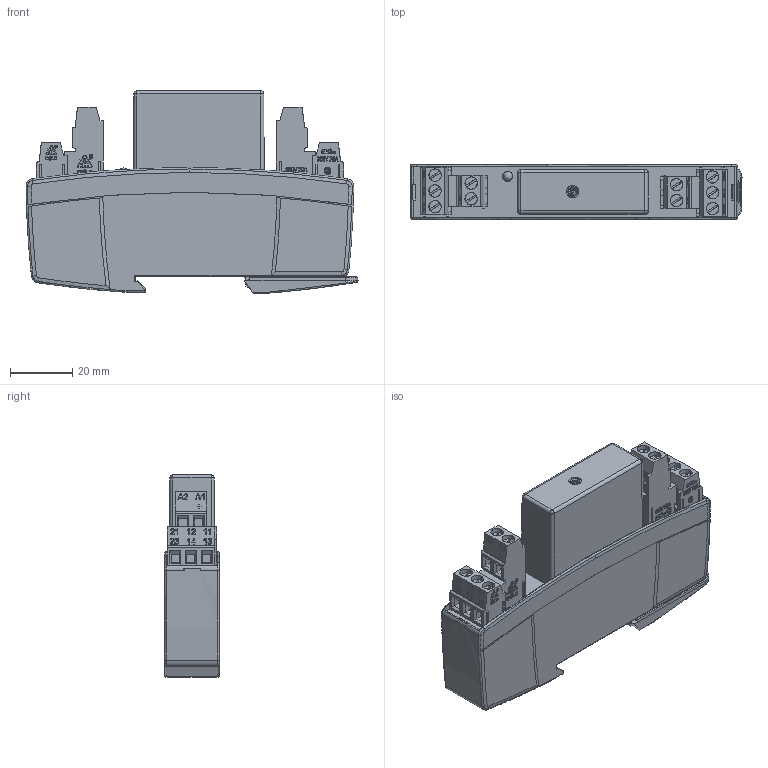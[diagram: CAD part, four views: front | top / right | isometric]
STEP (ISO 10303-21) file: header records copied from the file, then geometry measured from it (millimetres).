
FILE_DESCRIPTION (( 'STEP AP214' ), '1' );
FILE_NAME ('HC3096N-48-900-24.step', '2018-03-21T13:54:36', ( '' ), ( '' ), 'SwSTEP 2.0', 'SolidWorks 2017', '' );
FILE_SCHEMA (( 'AUTOMOTIVE_DESIGN' ));
Length unit declared in the file: inch
Products named in the file (1): HC3096N-48-900-24
Bounding box: 106.79 x 17.9 x 65.05 mm (x, y, z)
Volume: 85030.2 mm3; surface area: 23554.7 mm2
Topology: 1 solids, 17 shells, 3301 faces, 8817 edges, 5784 vertices
Faces by surface type: plane 2195, cylinder 541, bspline 497, cone 64, torus 4
Entity records: 113056 total; most frequent: CARTESIAN_POINT 37756, ORIENTED_EDGE 17606, DIRECTION 11738, EDGE_CURVE 8803, LINE 5816, VECTOR 5816, VERTEX_POINT 5784, EDGE_LOOP 3589
